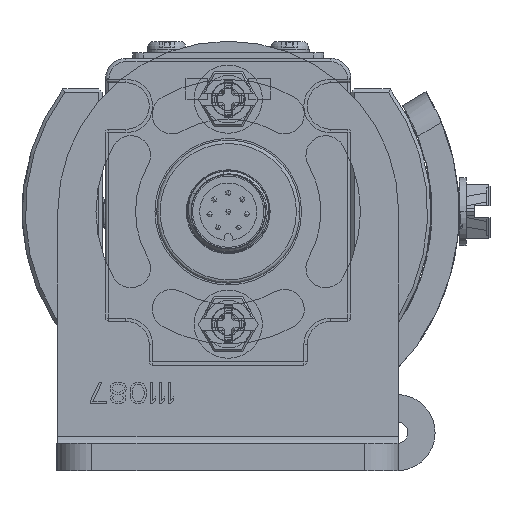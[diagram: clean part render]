
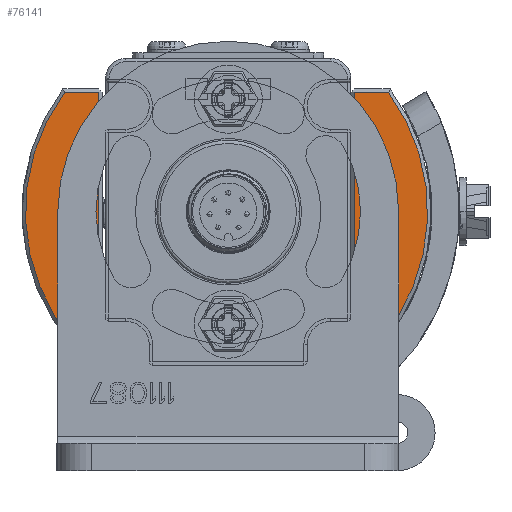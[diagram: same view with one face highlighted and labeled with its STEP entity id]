
A CAD part, front view. The second image highlights one B-rep face of the part: STEP entity #76141.
In plain terms, the highlighted face is planar.
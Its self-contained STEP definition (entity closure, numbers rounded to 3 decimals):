
#75126=DIRECTION('',(1.,0.,0.));
#75127=VECTOR('',#75126,37.);
#75128=CARTESIAN_POINT('',(-19.5,-18.75,-10.));
#75129=LINE('',#75128,#75127);
#75146=DIRECTION('',(0.,-1.,0.));
#75147=VECTOR('',#75146,4.999);
#75148=CARTESIAN_POINT('',(17.5,-18.75,-10.));
#75149=LINE('',#75148,#75147);
#75164=CARTESIAN_POINT('',(0.,0.,-10.));
#75165=DIRECTION('',(0.,0.,-1.));
#75166=DIRECTION('',(0.593,-0.805,0.));
#75167=AXIS2_PLACEMENT_3D('',#75164,#75165,#75166);
#75787=CARTESIAN_POINT('',(-19.5,15.25,-10.));
#75788=DIRECTION('',(0.,0.,1.));
#75789=DIRECTION('',(0.,1.,0.));
#75790=AXIS2_PLACEMENT_3D('',#75787,#75788,#75789);
#75792=DIRECTION('',(-1.,0.,0.));
#75793=VECTOR('',#75792,37.);
#75794=CARTESIAN_POINT('',(17.5,18.75,-10.));
#75795=LINE('',#75794,#75793);
#75808=DIRECTION('',(0.,-1.,0.));
#75809=VECTOR('',#75808,4.999);
#75810=CARTESIAN_POINT('',(17.5,23.749,-10.));
#75811=LINE('',#75810,#75809);
#75825=DIRECTION('',(0.,-1.,0.));
#75826=VECTOR('',#75825,30.5);
#75827=CARTESIAN_POINT('',(-23.,15.25,-10.));
#75828=LINE('',#75827,#75826);
#75846=CARTESIAN_POINT('',(-19.5,-15.25,-10.));
#75847=DIRECTION('',(0.,0.,1.));
#75848=DIRECTION('',(-1.,0.,0.));
#75849=AXIS2_PLACEMENT_3D('',#75846,#75847,#75848);
#75946=CARTESIAN_POINT('',(17.5,-23.749,-10.));
#75947=CARTESIAN_POINT('',(17.5,23.749,-10.));
#75948=VERTEX_POINT('',#75946);
#75949=VERTEX_POINT('',#75947);
#75950=CARTESIAN_POINT('',(17.5,18.75,-10.));
#75951=VERTEX_POINT('',#75950);
#75954=CARTESIAN_POINT('',(17.5,-18.75,-10.));
#75955=VERTEX_POINT('',#75954);
#76102=CARTESIAN_POINT('',(-19.5,18.75,-10.));
#76103=VERTEX_POINT('',#76102);
#76108=CARTESIAN_POINT('',(-23.,15.25,-10.));
#76109=VERTEX_POINT('',#76108);
#76110=CARTESIAN_POINT('',(-23.,-15.25,-10.));
#76111=VERTEX_POINT('',#76110);
#76116=CARTESIAN_POINT('',(-19.5,-18.75,-10.));
#76117=VERTEX_POINT('',#76116);
#76118=CARTESIAN_POINT('',(0.,0.,-10.));
#76119=DIRECTION('',(0.,0.,1.));
#76120=DIRECTION('',(1.,0.,0.));
#76121=AXIS2_PLACEMENT_3D('',#76118,#76119,#76120);
#76122=PLANE('',#76121);
#76124=ORIENTED_EDGE('',*,*,#76123,.F.);
#76126=ORIENTED_EDGE('',*,*,#76125,.F.);
#76128=ORIENTED_EDGE('',*,*,#76127,.F.);
#76130=ORIENTED_EDGE('',*,*,#76129,.F.);
#76132=ORIENTED_EDGE('',*,*,#76131,.F.);
#76134=ORIENTED_EDGE('',*,*,#76133,.F.);
#76136=ORIENTED_EDGE('',*,*,#76135,.F.);
#76138=ORIENTED_EDGE('',*,*,#76137,.F.);
#76139=EDGE_LOOP('',(#76124,#76126,#76128,#76130,#76132,#76134,#76136,#76138));
#76140=FACE_OUTER_BOUND('',#76139,.F.);
#76141=ADVANCED_FACE('',(#76140),#76122,.F.);
#75168=CIRCLE('',#75167,29.5);
#75791=CIRCLE('',#75790,3.5);
#75850=CIRCLE('',#75849,3.5);
#76123=EDGE_CURVE('',#76117,#75955,#75129,.T.);
#76125=EDGE_CURVE('',#76111,#76117,#75850,.T.);
#76127=EDGE_CURVE('',#76109,#76111,#75828,.T.);
#76129=EDGE_CURVE('',#76103,#76109,#75791,.T.);
#76131=EDGE_CURVE('',#75951,#76103,#75795,.T.);
#76133=EDGE_CURVE('',#75949,#75951,#75811,.T.);
#76135=EDGE_CURVE('',#75948,#75949,#75168,.T.);
#76137=EDGE_CURVE('',#75955,#75948,#75149,.T.);
